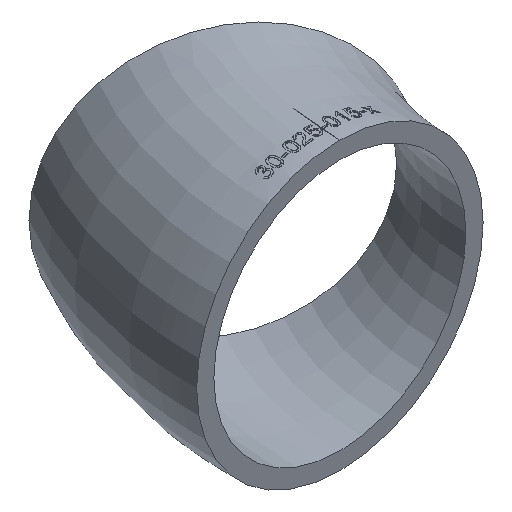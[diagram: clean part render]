
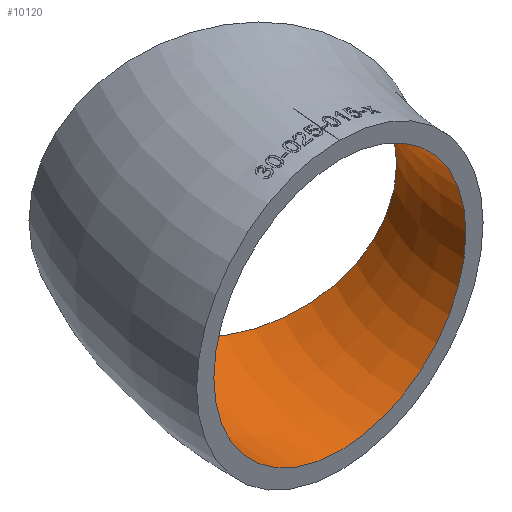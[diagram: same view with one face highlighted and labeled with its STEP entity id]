
A CAD part, isometric view. The second image highlights one B-rep face of the part: STEP entity #10120.
In plain terms, the highlighted toroidal (fillet/blend) face has major radius 27.5 mm and minor radius 11 mm.
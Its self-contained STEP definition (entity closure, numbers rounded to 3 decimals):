
#336 = ORIENTED_EDGE ( 'NONE', *, *, #12578, .T. ) ;
#749 = CARTESIAN_POINT ( 'NONE',  ( 0., 0., 0. ) ) ;
#950 = DIRECTION ( 'NONE',  ( 0., 0., -1. ) ) ;
#1104 = VERTEX_POINT ( 'NONE', #13941 ) ;
#1592 = FACE_OUTER_BOUND ( 'NONE', #6652, .T. ) ;
#2415 = TOROIDAL_SURFACE ( 'NONE', #12307, 27.5, 11. ) ;
#4184 = FACE_OUTER_BOUND ( 'NONE', #7141, .T. ) ;
#4197 = VERTEX_POINT ( 'NONE', #4269 ) ;
#4269 = CARTESIAN_POINT ( 'NONE',  ( -27.5, 0., 11. ) ) ;
#4727 = CARTESIAN_POINT ( 'NONE',  ( -27.5, 0., 0. ) ) ;
#5379 = DIRECTION ( 'NONE',  ( 0.5, 0.866, 0. ) ) ;
#6270 = AXIS2_PLACEMENT_3D ( 'NONE', #4727, #13565, #9172 ) ;
#6355 = DIRECTION ( 'NONE',  ( -0.866, 0.5, 0. ) ) ;
#6652 = EDGE_LOOP ( 'NONE', ( #336 ) ) ;
#6714 = AXIS2_PLACEMENT_3D ( 'NONE', #12923, #5379, #6355 ) ;
#7141 = EDGE_LOOP ( 'NONE', ( #8772 ) ) ;
#8772 = ORIENTED_EDGE ( 'NONE', *, *, #13883, .F. ) ;
#9172 = DIRECTION ( 'NONE',  ( 0., 0., 1. ) ) ;
#9259 = DIRECTION ( 'NONE',  ( -1., 0., 0. ) ) ;
#10120 = ADVANCED_FACE ( 'NONE', ( #1592, #4184 ), #2415, .F. ) ;
#12307 = AXIS2_PLACEMENT_3D ( 'NONE', #749, #950, #9259 ) ;
#12338 = CIRCLE ( 'NONE', #6270, 11. ) ;
#12578 = EDGE_CURVE ( 'NONE', #1104, #1104, #12786, .T. ) ;
#12786 = CIRCLE ( 'NONE', #6714, 11. ) ;
#12923 = CARTESIAN_POINT ( 'NONE',  ( -23.816, 13.75, 0. ) ) ;
#13565 = DIRECTION ( 'NONE',  ( 0., 1., 0. ) ) ;
#13883 = EDGE_CURVE ( 'NONE', #4197, #4197, #12338, .T. ) ;
#13941 = CARTESIAN_POINT ( 'NONE',  ( -33.342, 19.25, 0. ) ) ;
